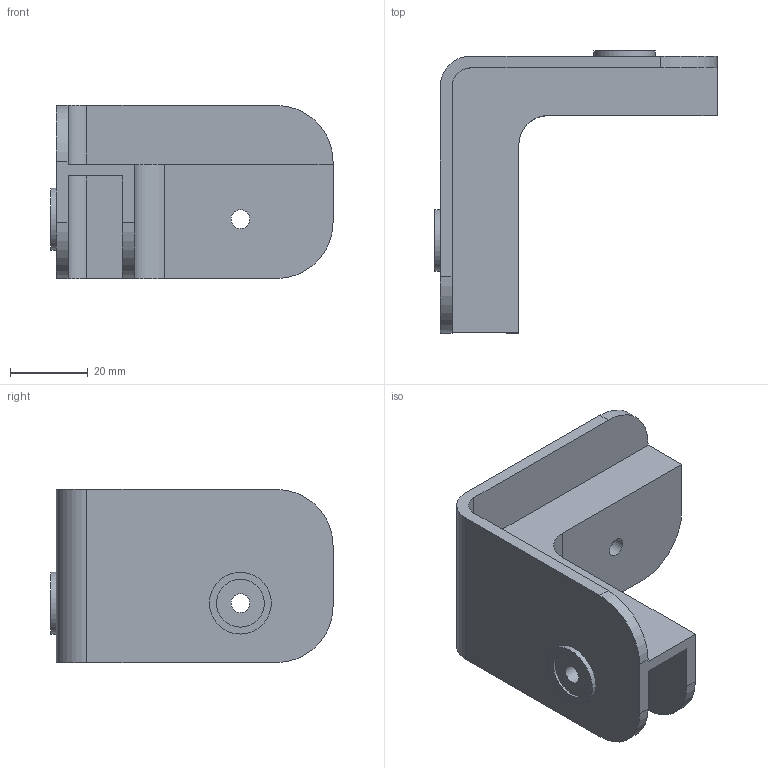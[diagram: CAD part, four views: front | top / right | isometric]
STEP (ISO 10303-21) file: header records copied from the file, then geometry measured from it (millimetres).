
FILE_DESCRIPTION(('', 'CAx-IF Rec.Pracs.---Representation and Presentation of Product Manufacturing Information (PMI)---4.0---2014-10-13'),'2;1');
FILE_NAME('SGNLH.STP', '2021-05-13T15:04:30',(''), (''), 'Kubotek Kosmos Version 3.0.7268.7268', 'KeyCreator Pro', '');
FILE_SCHEMA(('AP242_MANAGED_MODEL_BASED_3D_ENGINEERING_MIM_LF { 1 0 10303 442 1 1 4 }'));
Length unit declared in the file: inch
Bounding box: 72.47 x 72.47 x 44.45 mm (x, y, z)
Volume: 32123.1 mm3; surface area: 22167.1 mm2
Topology: 1 solids, 1 shells, 40 faces, 110 edges, 76 vertices
Faces by surface type: plane 21, cylinder 19
Full cylindrical faces by diameter (mm): 4.826 x4, 12.294 x2, 15.875 x2
Entity records: 1304 total; most frequent: DIRECTION 222, ORIENTED_EDGE 220, CARTESIAN_POINT 219, EDGE_CURVE 110, AXIS2_PLACEMENT_3D 79, VERTEX_POINT 76, VECTOR 64, LINE 64
